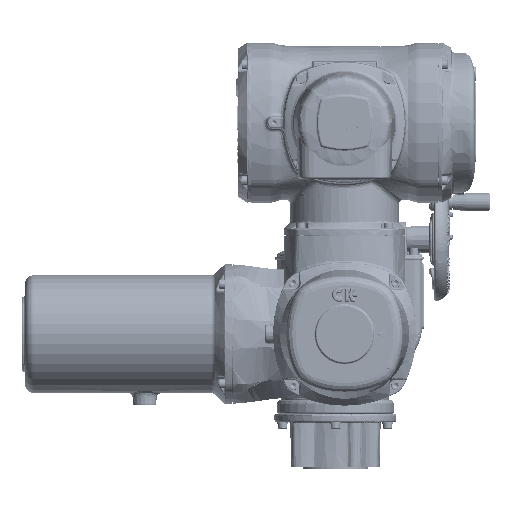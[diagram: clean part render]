
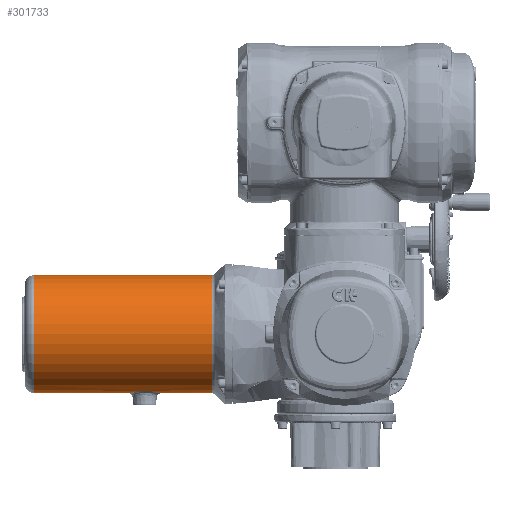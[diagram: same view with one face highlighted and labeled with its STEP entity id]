
A CAD part, left-side view. The second image highlights one B-rep face of the part: STEP entity #301733.
In plain terms, the highlighted cylindrical face has radius 63 mm (diameter 126 mm), a full revolution.
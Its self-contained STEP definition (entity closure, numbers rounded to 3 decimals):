
#10480=CYLINDRICAL_SURFACE('',#318452,63.);
#20860=B_SPLINE_CURVE_WITH_KNOTS('',3,(#580407,#580408,#580409,#580410,
#580411,#580412,#580413,#580414,#580415,#580416,#580417,#580418,#580419,
#580420,#580421,#580422,#580423,#580424,#580425,#580426,#580427,#580428,
#580429,#580430,#580431,#580432,#580433,#580434,#580435,#580436,#580437,
#580438,#580439,#580440,#580441,#580442),.UNSPECIFIED.,.T.,.F.,(1,1,1,1,
1,1,1,1,1,1,1,1,1,1,1,1,1,1,1,1,1,1,1,1,1,1,1,1,1,1,1,1,1,1,1,1,1,1,1,1),
(-0.095,-0.064,-0.033,0.,0.03,
0.061,0.092,0.123,0.155,0.186,
0.217,0.233,0.248,0.28,
0.311,0.342,0.373,0.405,
0.436,0.467,0.498,0.53,
0.561,0.592,0.623,0.655,
0.686,0.717,0.748,0.78,
0.811,0.842,0.873,0.905,
0.936,0.967,1.,1.03,1.061,1.092),
 .UNSPECIFIED.);
#104974=ORIENTED_EDGE('',*,*,#137231,.T.);
#104975=ORIENTED_EDGE('',*,*,#137232,.T.);
#104976=ORIENTED_EDGE('',*,*,#137033,.T.);
#137033=EDGE_CURVE('',#156678,#156678,#163307,.T.);
#137231=EDGE_CURVE('',#156800,#156800,#163355,.T.);
#137232=EDGE_CURVE('',#156801,#156801,#20860,.T.);
#156678=VERTEX_POINT('',#578326);
#156800=VERTEX_POINT('',#580406);
#156801=VERTEX_POINT('',#580443);
#163307=CIRCLE('',#318364,63.);
#163355=CIRCLE('',#318453,63.);
#177534=EDGE_LOOP('',(#104974));
#177535=EDGE_LOOP('',(#104975));
#177536=EDGE_LOOP('',(#104976));
#192051=FACE_BOUND('',#177534,.T.);
#192052=FACE_BOUND('',#177535,.T.);
#192053=FACE_BOUND('',#177536,.T.);
#301733=ADVANCED_FACE('',(#192051,#192052,#192053),#10480,.T.);
#318364=AXIS2_PLACEMENT_3D('',#578325,#363396,#363397);
#318452=AXIS2_PLACEMENT_3D('',#580404,#363604,#363605);
#318453=AXIS2_PLACEMENT_3D('',#580405,#363606,#363607);
#363396=DIRECTION('',(0.,1.,0.));
#363397=DIRECTION('',(-1.,0.,0.));
#363604=DIRECTION('',(0.,1.,0.));
#363605=DIRECTION('',(-1.,0.,0.));
#363606=DIRECTION('',(0.,-1.,0.));
#363607=DIRECTION('',(1.,0.,0.));
#578325=CARTESIAN_POINT('',(93.793,142.002,-225.777));
#578326=CARTESIAN_POINT('',(30.793,142.002,-225.777));
#580404=CARTESIAN_POINT('',(93.793,73.9,-225.777));
#580405=CARTESIAN_POINT('',(93.793,331.4,-225.777));
#580406=CARTESIAN_POINT('',(156.793,331.4,-225.777));
#580407=CARTESIAN_POINT('',(109.626,207.846,-286.758));
#580408=CARTESIAN_POINT('',(110.321,211.191,-286.571));
#580409=CARTESIAN_POINT('',(110.402,214.593,-286.548));
#580410=CARTESIAN_POINT('',(109.911,217.898,-286.682));
#580411=CARTESIAN_POINT('',(108.827,221.099,-286.963));
#580412=CARTESIAN_POINT('',(107.168,224.062,-287.351));
#580413=CARTESIAN_POINT('',(105.014,226.629,-287.786));
#580414=CARTESIAN_POINT('',(102.359,228.752,-288.214));
#580415=CARTESIAN_POINT('',(99.871,230.018,-288.499));
#580416=CARTESIAN_POINT('',(97.696,230.713,-288.663));
#580417=CARTESIAN_POINT('',(95.513,231.158,-288.771));
#580418=CARTESIAN_POINT('',(92.654,231.265,-288.798));
#580419=CARTESIAN_POINT('',(89.337,230.653,-288.647));
#580420=CARTESIAN_POINT('',(86.192,229.331,-288.341));
#580421=CARTESIAN_POINT('',(83.425,227.408,-287.936));
#580422=CARTESIAN_POINT('',(81.093,224.974,-287.496));
#580423=CARTESIAN_POINT('',(79.256,222.132,-287.084));
#580424=CARTESIAN_POINT('',(77.977,218.996,-286.762));
#580425=CARTESIAN_POINT('',(77.275,215.669,-286.573));
#580426=CARTESIAN_POINT('',(77.176,212.274,-286.546));
#580427=CARTESIAN_POINT('',(77.672,208.913,-286.681));
#580428=CARTESIAN_POINT('',(78.76,205.706,-286.962));
#580429=CARTESIAN_POINT('',(80.407,202.754,-287.349));
#580430=CARTESIAN_POINT('',(82.574,200.172,-287.786));
#580431=CARTESIAN_POINT('',(85.21,198.058,-288.212));
#580432=CARTESIAN_POINT('',(88.225,196.525,-288.558));
#580433=CARTESIAN_POINT('',(91.522,195.662,-288.766));
#580434=CARTESIAN_POINT('',(94.903,195.532,-288.798));
#580435=CARTESIAN_POINT('',(98.267,196.152,-288.647));
#580436=CARTESIAN_POINT('',(101.385,197.464,-288.342));
#580437=CARTESIAN_POINT('',(104.158,199.388,-287.937));
#580438=CARTESIAN_POINT('',(106.501,201.832,-287.494));
#580439=CARTESIAN_POINT('',(108.323,204.654,-287.086));
#580440=CARTESIAN_POINT('',(109.626,207.846,-286.758));
#580441=CARTESIAN_POINT('',(110.321,211.191,-286.571));
#580442=CARTESIAN_POINT('',(110.402,214.593,-286.548));
#580443=CARTESIAN_POINT('',(110.232,211.317,-286.595));
